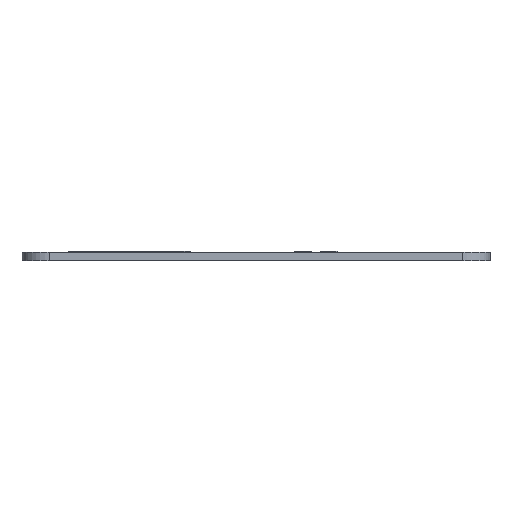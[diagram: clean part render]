
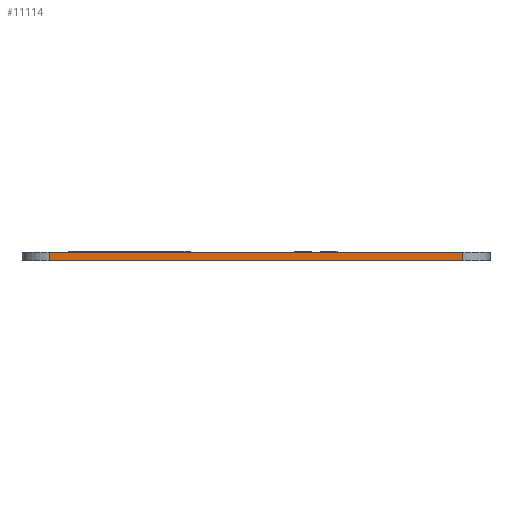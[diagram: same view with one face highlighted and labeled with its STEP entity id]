
A CAD part, left-side view. The second image highlights one B-rep face of the part: STEP entity #11114.
In plain terms, the highlighted planar face has unit normal (-1, 0, 0).
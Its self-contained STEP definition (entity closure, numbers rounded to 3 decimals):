
#1568=FACE_OUTER_BOUND('',#2214,.T.);
#2214=EDGE_LOOP('',(#10227,#10228,#10229,#10230));
#2343=LINE('',#14564,#3367);
#3147=LINE('',#20912,#4171);
#3151=LINE('',#20922,#4175);
#3187=LINE('',#21054,#4211);
#3367=VECTOR('',#11701,10.);
#4171=VECTOR('',#13003,10.);
#4175=VECTOR('',#13013,10.);
#4211=VECTOR('',#13121,10.);
#4410=VERTEX_POINT('',#14542);
#4420=VERTEX_POINT('',#14562);
#5291=VERTEX_POINT('',#20911);
#5294=VERTEX_POINT('',#20921);
#5579=EDGE_CURVE('',#4420,#4410,#2343,.T.);
#6859=EDGE_CURVE('',#4410,#5291,#3147,.T.);
#6864=EDGE_CURVE('',#5291,#5294,#3151,.T.);
#6931=EDGE_CURVE('',#5294,#4420,#3187,.T.);
#10227=ORIENTED_EDGE('',*,*,#6859,.F.);
#10228=ORIENTED_EDGE('',*,*,#5579,.F.);
#10229=ORIENTED_EDGE('',*,*,#6931,.F.);
#10230=ORIENTED_EDGE('',*,*,#6864,.F.);
#10528=PLANE('',#11506);
#11114=ADVANCED_FACE('',(#1568),#10528,.T.);
#11506=AXIS2_PLACEMENT_3D('',#21161,#13281,#13282);
#11701=DIRECTION('',(0.,-1.,0.));
#13003=DIRECTION('',(0.,0.,-1.));
#13013=DIRECTION('',(0.,1.,0.));
#13121=DIRECTION('',(0.,0.,1.));
#13281=DIRECTION('center_axis',(-1.,0.,0.));
#13282=DIRECTION('ref_axis',(0.,-1.,0.));
#14542=CARTESIAN_POINT('',(-47.844,-47.886,1.5));
#14562=CARTESIAN_POINT('',(-47.844,27.93,1.5));
#14564=CARTESIAN_POINT('',(-47.844,-52.886,1.5));
#20911=CARTESIAN_POINT('',(-47.844,-47.886,0.));
#20912=CARTESIAN_POINT('',(-47.844,-47.886,0.));
#20921=CARTESIAN_POINT('',(-47.844,27.93,0.));
#20922=CARTESIAN_POINT('',(-47.844,-52.886,0.));
#21054=CARTESIAN_POINT('',(-47.844,27.93,0.));
#21161=CARTESIAN_POINT('Origin',(-47.844,32.93,0.));
